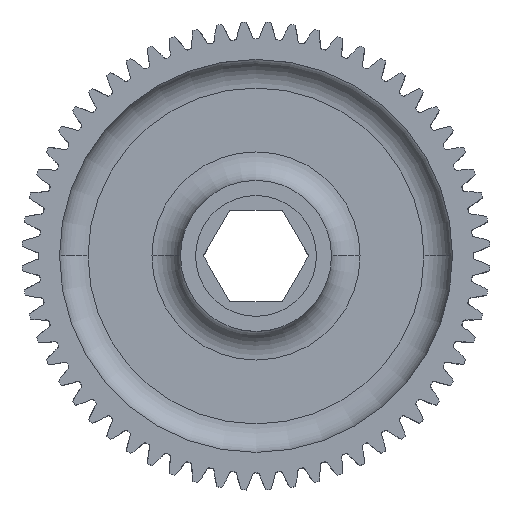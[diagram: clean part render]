
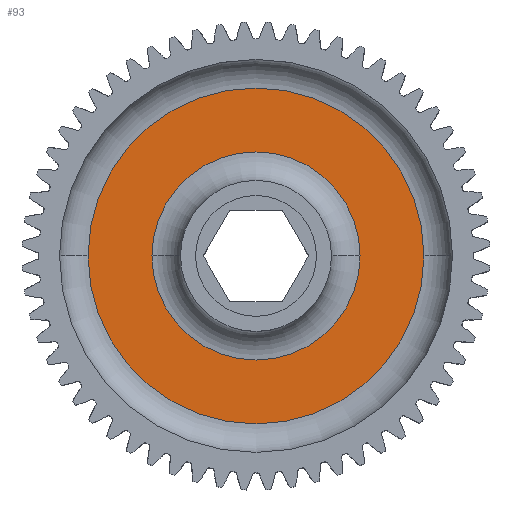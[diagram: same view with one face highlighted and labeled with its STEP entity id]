
A CAD part, top view. The second image highlights one B-rep face of the part: STEP entity #93.
In plain terms, the highlighted planar face has unit normal (0, 0, 1).
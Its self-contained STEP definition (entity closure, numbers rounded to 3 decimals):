
#93 = ADVANCED_FACE ( 'NONE', ( #6115, #17013 ), #7859, .T. ) ;
#607 = DIRECTION ( 'NONE',  ( 1., 0., 0. ) ) ;
#891 = CARTESIAN_POINT ( 'NONE',  ( -17.65, 0., 1.256 ) ) ;
#1028 = CARTESIAN_POINT ( 'NONE',  ( 0., 0., 1.256 ) ) ;
#1173 = EDGE_CURVE ( 'NONE', #2839, #16612, #12404, .T. ) ;
#2156 = CARTESIAN_POINT ( 'NONE',  ( 0., 0., 1.256 ) ) ;
#2307 = EDGE_CURVE ( 'NONE', #16612, #2839, #6952, .T. ) ;
#2839 = VERTEX_POINT ( 'NONE', #891 ) ;
#3050 = DIRECTION ( 'NONE',  ( 1., 0., 0. ) ) ;
#3259 = CARTESIAN_POINT ( 'NONE',  ( 10.938, 0., 1.256 ) ) ;
#3637 = DIRECTION ( 'NONE',  ( 0., 0., -1. ) ) ;
#3778 = EDGE_LOOP ( 'NONE', ( #6883, #19640 ) ) ;
#4595 = AXIS2_PLACEMENT_3D ( 'NONE', #6672, #14453, #16366 ) ;
#4987 = CIRCLE ( 'NONE', #7666, 10.938 ) ;
#6115 = FACE_OUTER_BOUND ( 'NONE', #10341, .T. ) ;
#6672 = CARTESIAN_POINT ( 'NONE',  ( 0., 0., 1.256 ) ) ;
#6883 = ORIENTED_EDGE ( 'NONE', *, *, #14182, .T. ) ;
#6885 = AXIS2_PLACEMENT_3D ( 'NONE', #11105, #12727, #3050 ) ;
#6952 = CIRCLE ( 'NONE', #12425, 17.65 ) ;
#6998 = AXIS2_PLACEMENT_3D ( 'NONE', #12409, #13981, #7477 ) ;
#7477 = DIRECTION ( 'NONE',  ( 1., 0., 0. ) ) ;
#7666 = AXIS2_PLACEMENT_3D ( 'NONE', #2156, #3637, #607 ) ;
#7734 = DIRECTION ( 'NONE',  ( 0., 0., 1. ) ) ;
#7859 = PLANE ( 'NONE',  #6885 ) ;
#8646 = EDGE_CURVE ( 'NONE', #17955, #17731, #17287, .T. ) ;
#10341 = EDGE_LOOP ( 'NONE', ( #17258, #10732 ) ) ;
#10732 = ORIENTED_EDGE ( 'NONE', *, *, #1173, .T. ) ;
#11105 = CARTESIAN_POINT ( 'NONE',  ( 0., 0., 1.256 ) ) ;
#11656 = CARTESIAN_POINT ( 'NONE',  ( -10.938, 0., 1.256 ) ) ;
#12404 = CIRCLE ( 'NONE', #4595, 17.65 ) ;
#12409 = CARTESIAN_POINT ( 'NONE',  ( 0., 0., 1.256 ) ) ;
#12425 = AXIS2_PLACEMENT_3D ( 'NONE', #1028, #7734, #14178 ) ;
#12727 = DIRECTION ( 'NONE',  ( 0., 0., 1. ) ) ;
#13981 = DIRECTION ( 'NONE',  ( 0., 0., -1. ) ) ;
#14178 = DIRECTION ( 'NONE',  ( 1., 0., 0. ) ) ;
#14182 = EDGE_CURVE ( 'NONE', #17731, #17955, #4987, .T. ) ;
#14453 = DIRECTION ( 'NONE',  ( 0., 0., 1. ) ) ;
#16366 = DIRECTION ( 'NONE',  ( 1., 0., 0. ) ) ;
#16612 = VERTEX_POINT ( 'NONE', #20418 ) ;
#17013 = FACE_BOUND ( 'NONE', #3778, .T. ) ;
#17258 = ORIENTED_EDGE ( 'NONE', *, *, #2307, .T. ) ;
#17287 = CIRCLE ( 'NONE', #6998, 10.938 ) ;
#17731 = VERTEX_POINT ( 'NONE', #3259 ) ;
#17955 = VERTEX_POINT ( 'NONE', #11656 ) ;
#19640 = ORIENTED_EDGE ( 'NONE', *, *, #8646, .T. ) ;
#20418 = CARTESIAN_POINT ( 'NONE',  ( 17.65, 0., 1.256 ) ) ;
